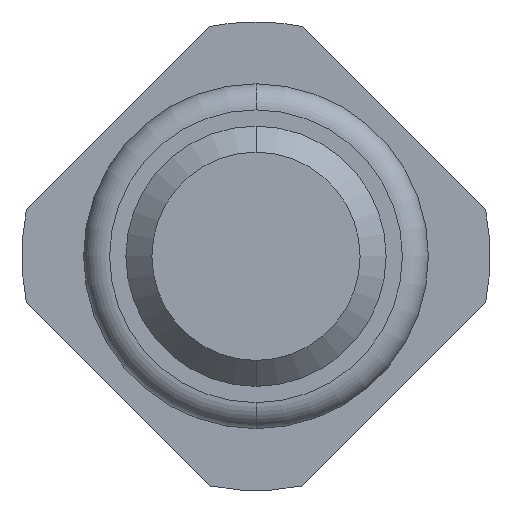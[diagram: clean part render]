
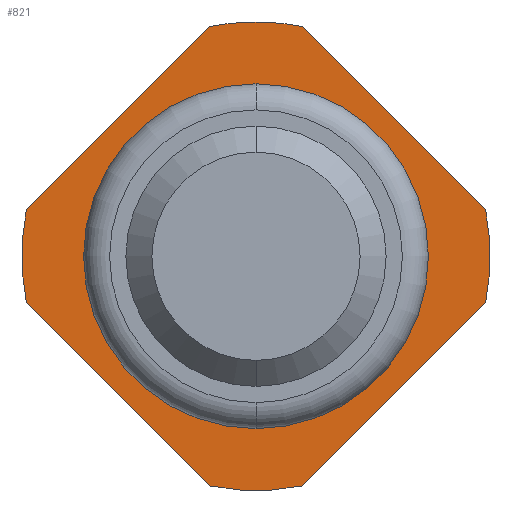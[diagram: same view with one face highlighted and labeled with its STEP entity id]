
A CAD part, front view. The second image highlights one B-rep face of the part: STEP entity #821.
In plain terms, the highlighted planar face has unit normal (0, -1, 0).
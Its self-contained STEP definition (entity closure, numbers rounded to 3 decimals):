
#139 = VERTEX_POINT ( 'NONE', #4073 ) ;
#160 = ORIENTED_EDGE ( 'NONE', *, *, #446, .F. ) ;
#163 = AXIS2_PLACEMENT_3D ( 'NONE', #575, #3157, #2472 ) ;
#167 = FACE_OUTER_BOUND ( 'NONE', #2874, .T. ) ;
#215 = CIRCLE ( 'NONE', #163, 1.8 ) ;
#312 = VECTOR ( 'NONE', #741, 1000. ) ;
#416 = VERTEX_POINT ( 'NONE', #2624 ) ;
#429 = CARTESIAN_POINT ( 'NONE',  ( -0.161, -2., 1.961 ) ) ;
#446 = EDGE_CURVE ( 'Defeature ausgef�hrt2_18+Defeature ausgef�hrt2_0+Defeature ausgef�hrt2_2+Defeature ausgef�hrt2_1', #900, #139, #1527, .T. ) ;
#464 = CARTESIAN_POINT ( 'NONE',  ( 1.764, -2., -0.357 ) ) ;
#503 = CARTESIAN_POINT ( 'NONE',  ( 0., -2., 0. ) ) ;
#575 = CARTESIAN_POINT ( 'NONE',  ( 0., -2., 0. ) ) ;
#641 = CARTESIAN_POINT ( 'NONE',  ( 0., -2., 0. ) ) ;
#667 = AXIS2_PLACEMENT_3D ( 'NONE', #641, #2893, #2534 ) ;
#696 = CARTESIAN_POINT ( 'NONE',  ( -0.357, -2., -1.764 ) ) ;
#741 = DIRECTION ( 'NONE',  ( 0.707, 0., 0.707 ) ) ;
#751 = VERTEX_POINT ( 'NONE', #926 ) ;
#759 = FACE_BOUND ( 'NONE', #2592, .T. ) ;
#798 = ORIENTED_EDGE ( 'NONE', *, *, #1744, .F. ) ;
#821 = ADVANCED_FACE ( 'Defeature ausgef�hrt2_0', ( #759, #167 ), #2600, .F. ) ;
#825 = CARTESIAN_POINT ( 'NONE',  ( 0., -2., 0. ) ) ;
#838 = DIRECTION ( 'NONE',  ( 0., 1., 0. ) ) ;
#844 = DIRECTION ( 'NONE',  ( 0., 1., 0. ) ) ;
#900 = VERTEX_POINT ( 'NONE', #3100 ) ;
#926 = CARTESIAN_POINT ( 'NONE',  ( -0.357, -2., 1.764 ) ) ;
#944 = ORIENTED_EDGE ( 'NONE', *, *, #1341, .F. ) ;
#993 = CARTESIAN_POINT ( 'NONE',  ( 1.8, -2., 0. ) ) ;
#1067 = CARTESIAN_POINT ( 'NONE',  ( -1.764, -2., -0.357 ) ) ;
#1069 = EDGE_CURVE ( 'Defeature ausgef�hrt2_3+Defeature ausgef�hrt2_0+Defeature ausgef�hrt2_16+Defeature ausgef�hrt2_17', #3914, #1088, #215, .T. ) ;
#1088 = VERTEX_POINT ( 'NONE', #3480 ) ;
#1113 = VECTOR ( 'NONE', #1683, 1000. ) ;
#1129 = CARTESIAN_POINT ( 'NONE',  ( 0., -2., 0. ) ) ;
#1148 = DIRECTION ( 'NONE',  ( 0., 0., 1. ) ) ;
#1210 = CIRCLE ( 'NONE', #3387, 1.8 ) ;
#1268 = VECTOR ( 'NONE', #1831, 1000. ) ;
#1298 = ORIENTED_EDGE ( 'NONE', *, *, #1687, .F. ) ;
#1341 = EDGE_CURVE ( 'Defeature ausgef�hrt2_2+Defeature ausgef�hrt2_0+Defeature ausgef�hrt2_17+Defeature ausgef�hrt2_18', #751, #3220, #3372, .T. ) ;
#1368 = LINE ( 'NONE', #1482, #4143 ) ;
#1430 = EDGE_CURVE ( 'Defeature ausgef�hrt2_15+Defeature ausgef�hrt2_0+Defeature ausgef�hrt2_1+Defeature ausgef�hrt2_4', #2870, #416, #1368, .T. ) ;
#1435 = CARTESIAN_POINT ( 'NONE',  ( 0., -2., 1.8 ) ) ;
#1482 = CARTESIAN_POINT ( 'NONE',  ( 1.961, -2., -0.161 ) ) ;
#1527 = LINE ( 'NONE', #3661, #1113 ) ;
#1569 = ORIENTED_EDGE ( 'NONE', *, *, #1069, .F. ) ;
#1664 = CIRCLE ( 'NONE', #2213, 1.8 ) ;
#1665 = DIRECTION ( 'NONE',  ( 0., 1., 0. ) ) ;
#1683 = DIRECTION ( 'NONE',  ( 0.707, 0., -0.707 ) ) ;
#1687 = EDGE_CURVE ( 'Defeature ausgef�hrt2_2+Defeature ausgef�hrt2_0+Defeature ausgef�hrt2_17+Defeature ausgef�hrt2_18', #3220, #900, #1664, .T. ) ;
#1727 = DIRECTION ( 'NONE',  ( 0., 0., 1. ) ) ;
#1744 = EDGE_CURVE ( 'Defeature ausgef�hrt2_17+Defeature ausgef�hrt2_0+Defeature ausgef�hrt2_3+Defeature ausgef�hrt2_2', #1088, #751, #2149, .T. ) ;
#1774 = ORIENTED_EDGE ( 'NONE', *, *, #1844, .F. ) ;
#1831 = DIRECTION ( 'NONE',  ( -0.707, 0., 0.707 ) ) ;
#1844 = EDGE_CURVE ( 'Defeature ausgef�hrt2_1+Defeature ausgef�hrt2_0+Defeature ausgef�hrt2_18+Defeature ausgef�hrt2_15', #139, #2870, #2200, .T. ) ;
#1987 = AXIS2_PLACEMENT_3D ( 'NONE', #825, #838, #1148 ) ;
#2033 = VERTEX_POINT ( 'NONE', #696 ) ;
#2104 = LINE ( 'NONE', #3760, #1268 ) ;
#2149 = LINE ( 'NONE', #429, #312 ) ;
#2154 = EDGE_CURVE ( 'Defeature ausgef�hrt2_4+Defeature ausgef�hrt2_0+Defeature ausgef�hrt2_15+Defeature ausgef�hrt2_16', #416, #2033, #1210, .T. ) ;
#2155 = ORIENTED_EDGE ( 'NONE', *, *, #2154, .F. ) ;
#2200 = CIRCLE ( 'NONE', #667, 1.8 ) ;
#2213 = AXIS2_PLACEMENT_3D ( 'NONE', #3630, #3348, #2329 ) ;
#2243 = ORIENTED_EDGE ( 'NONE', *, *, #2559, .T. ) ;
#2279 = DIRECTION ( 'NONE',  ( 0., 1., 0. ) ) ;
#2283 = CARTESIAN_POINT ( 'NONE',  ( 0., -2., -1.325 ) ) ;
#2329 = DIRECTION ( 'NONE',  ( 0., 0., 1. ) ) ;
#2330 = ORIENTED_EDGE ( 'NONE', *, *, #1430, .F. ) ;
#2386 = DIRECTION ( 'NONE',  ( -0.707, 0., -0.707 ) ) ;
#2472 = DIRECTION ( 'NONE',  ( 0., 0., 1. ) ) ;
#2534 = DIRECTION ( 'NONE',  ( 0., 0., 1. ) ) ;
#2559 = EDGE_CURVE ( 'Defeature ausgef�hrt2_0+Defeature ausgef�hrt2_12+Defeature ausgef�hrt2_12+Defeature ausgef�hrt2_12', #3922, #3654, #3475, .T. ) ;
#2592 = EDGE_LOOP ( 'NONE', ( #3695, #2243 ) ) ;
#2600 = PLANE ( 'NONE',  #2914 ) ;
#2624 = CARTESIAN_POINT ( 'NONE',  ( 0.357, -2., -1.764 ) ) ;
#2738 = AXIS2_PLACEMENT_3D ( 'NONE', #3243, #2279, #1727 ) ;
#2870 = VERTEX_POINT ( 'NONE', #464 ) ;
#2874 = EDGE_LOOP ( 'NONE', ( #160, #1298, #944, #798, #1569, #3122, #2155, #2330, #1774 ) ) ;
#2893 = DIRECTION ( 'NONE',  ( 0., 1., 0. ) ) ;
#2914 = AXIS2_PLACEMENT_3D ( 'NONE', #993, #1665, #2963 ) ;
#2963 = DIRECTION ( 'NONE',  ( 0., 0., 1. ) ) ;
#3042 = EDGE_CURVE ( 'Defeature ausgef�hrt2_16+Defeature ausgef�hrt2_0+Defeature ausgef�hrt2_4+Defeature ausgef�hrt2_3', #2033, #3914, #2104, .T. ) ;
#3100 = CARTESIAN_POINT ( 'NONE',  ( 0.357, -2., 1.764 ) ) ;
#3105 = DIRECTION ( 'NONE',  ( 0., 1., 0. ) ) ;
#3122 = ORIENTED_EDGE ( 'NONE', *, *, #3042, .F. ) ;
#3157 = DIRECTION ( 'NONE',  ( 0., 1., 0. ) ) ;
#3220 = VERTEX_POINT ( 'NONE', #1435 ) ;
#3243 = CARTESIAN_POINT ( 'NONE',  ( 0., -2., 0. ) ) ;
#3348 = DIRECTION ( 'NONE',  ( 0., 1., 0. ) ) ;
#3372 = CIRCLE ( 'NONE', #2738, 1.8 ) ;
#3382 = DIRECTION ( 'NONE',  ( 0., 0., 1. ) ) ;
#3387 = AXIS2_PLACEMENT_3D ( 'NONE', #503, #3105, #3382 ) ;
#3475 = CIRCLE ( 'NONE', #1987, 1.325 ) ;
#3480 = CARTESIAN_POINT ( 'NONE',  ( -1.764, -2., 0.357 ) ) ;
#3481 = AXIS2_PLACEMENT_3D ( 'NONE', #1129, #844, #4030 ) ;
#3497 = CIRCLE ( 'NONE', #3481, 1.325 ) ;
#3630 = CARTESIAN_POINT ( 'NONE',  ( 0., -2., 0. ) ) ;
#3654 = VERTEX_POINT ( 'NONE', #3743 ) ;
#3661 = CARTESIAN_POINT ( 'NONE',  ( 1.961, -2., 0.161 ) ) ;
#3695 = ORIENTED_EDGE ( 'NONE', *, *, #4090, .T. ) ;
#3743 = CARTESIAN_POINT ( 'NONE',  ( 0., -2., 1.325 ) ) ;
#3760 = CARTESIAN_POINT ( 'NONE',  ( -0.161, -2., -1.961 ) ) ;
#3914 = VERTEX_POINT ( 'NONE', #1067 ) ;
#3922 = VERTEX_POINT ( 'NONE', #2283 ) ;
#4030 = DIRECTION ( 'NONE',  ( 0., 0., 1. ) ) ;
#4073 = CARTESIAN_POINT ( 'NONE',  ( 1.764, -2., 0.357 ) ) ;
#4090 = EDGE_CURVE ( 'Defeature ausgef�hrt2_0+Defeature ausgef�hrt2_12+Defeature ausgef�hrt2_12+Defeature ausgef�hrt2_12', #3654, #3922, #3497, .T. ) ;
#4143 = VECTOR ( 'NONE', #2386, 1000. ) ;
